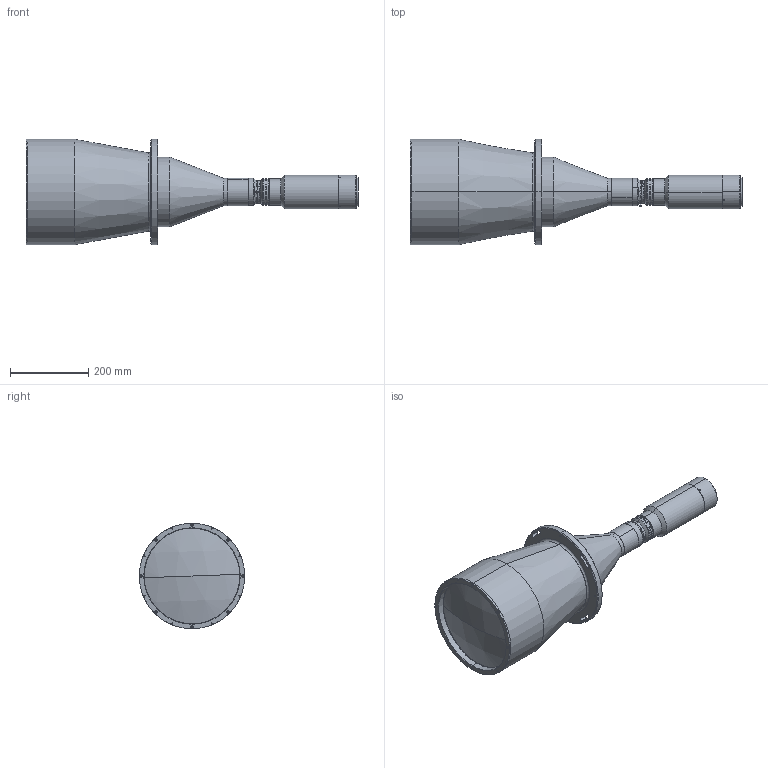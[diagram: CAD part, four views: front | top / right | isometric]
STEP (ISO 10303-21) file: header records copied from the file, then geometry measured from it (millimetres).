
FILE_DESCRIPTION (( 'STEP AP203' ), '1' );
FILE_NAME ('XF-PTL23857-M72-11.48-VI.STEP', '2019-06-14T05:35:43', ( 'puyufan' ), ( '' ), 'SwSTEP 2.0', 'SolidWorks 2014', '' );
FILE_SCHEMA (( 'CONFIG_CONTROL_DESIGN' ));
Length unit declared in the file: millimetre
Products named in the file (1): XF-PTL23857-M72-11.48-VI
Bounding box: 850.31 x 270 x 270 mm (x, y, z)
Surface area: 617100.6 mm2 (no closed solid volume)
Topology: 0 solids, 76 shells, 377 faces, 1994 edges, 1667 vertices
Faces by surface type: cylinder 216, plane 96, cone 54, torus 8, sphere 2, bspline 1
Entity records: 29048 total; most frequent: CARTESIAN_POINT 13776, DIRECTION 3099, ORIENTED_EDGE 2667, EDGE_CURVE 1990, VERTEX_POINT 1667, AXIS2_PLACEMENT_3D 1196, CIRCLE 819, VECTOR 707
